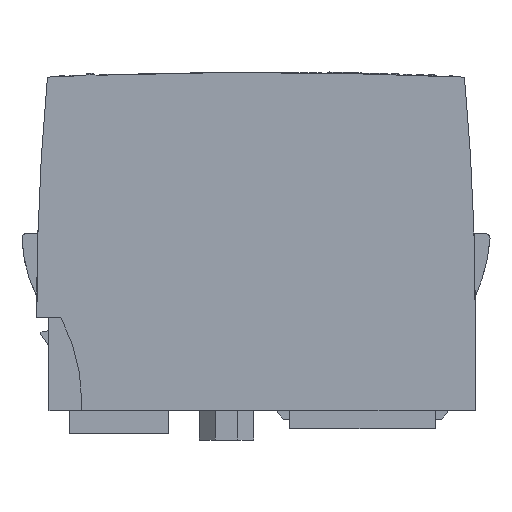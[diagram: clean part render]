
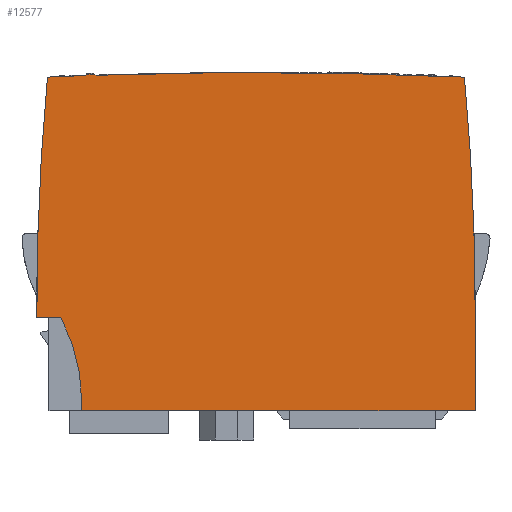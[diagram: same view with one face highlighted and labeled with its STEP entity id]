
A CAD part, left-side view. The second image highlights one B-rep face of the part: STEP entity #12577.
In plain terms, the highlighted planar face has unit normal (-1, 0, 0).
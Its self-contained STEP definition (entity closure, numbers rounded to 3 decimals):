
#10326=FACE_OUTER_BOUND('',#15442,.T.);
#12164=CIRCLE('',#38189,750.);
#12204=CIRCLE('',#38273,28.3);
#12209=CIRCLE('',#38283,391.5);
#12213=CIRCLE('',#38288,750.);
#12216=CIRCLE('',#38292,2.3);
#12218=CIRCLE('',#38295,391.5);
#12577=ADVANCED_FACE('',(#10326),#14107,.T.);
#14107=PLANE('',#38298);
#15442=EDGE_LOOP('',(#17724,#17725,#17726,#17727,#17728,#17729,#17730,#17731,
#17732,#17733));
#17724=ORIENTED_EDGE('',*,*,#27940,.F.);
#17725=ORIENTED_EDGE('',*,*,#27971,.F.);
#17726=ORIENTED_EDGE('',*,*,#27503,.F.);
#17727=ORIENTED_EDGE('',*,*,#27968,.F.);
#17728=ORIENTED_EDGE('',*,*,#27962,.F.);
#17729=ORIENTED_EDGE('',*,*,#27955,.F.);
#17730=ORIENTED_EDGE('',*,*,#27952,.F.);
#17731=ORIENTED_EDGE('',*,*,#27933,.F.);
#17732=ORIENTED_EDGE('',*,*,#27930,.F.);
#17733=ORIENTED_EDGE('',*,*,#27550,.F.);
#24927=VERTEX_POINT('',#46686);
#24928=VERTEX_POINT('',#46687);
#24974=VERTEX_POINT('',#46780);
#24975=VERTEX_POINT('',#46782);
#25320=VERTEX_POINT('',#47615);
#25322=VERTEX_POINT('',#47621);
#25328=VERTEX_POINT('',#47634);
#25335=VERTEX_POINT('',#47654);
#25338=VERTEX_POINT('',#47664);
#25343=VERTEX_POINT('',#47677);
#27503=EDGE_CURVE('',#24927,#24928,#12164,.T.);
#27550=EDGE_CURVE('',#24974,#24975,#31387,.T.);
#27930=EDGE_CURVE('',#24975,#25320,#31736,.T.);
#27933=EDGE_CURVE('',#25320,#25322,#12204,.T.);
#27940=EDGE_CURVE('',#25328,#24974,#31744,.T.);
#27952=EDGE_CURVE('',#25322,#25335,#31753,.T.);
#27955=EDGE_CURVE('',#25335,#25338,#12209,.T.);
#27962=EDGE_CURVE('',#25338,#25343,#12213,.T.);
#27968=EDGE_CURVE('',#25343,#24927,#12216,.T.);
#27971=EDGE_CURVE('',#24928,#25328,#12218,.T.);
#31387=LINE('',#46781,#33904);
#31736=LINE('',#47614,#34253);
#31744=LINE('',#47635,#34261);
#31753=LINE('',#47657,#34270);
#33904=VECTOR('',#40192,1.);
#34253=VECTOR('',#40655,1.);
#34261=VECTOR('',#40671,1.);
#34270=VECTOR('',#40692,1.);
#38189=AXIS2_PLACEMENT_3D('',#46685,#40119,#40120);
#38273=AXIS2_PLACEMENT_3D('',#47620,#40661,#40662);
#38283=AXIS2_PLACEMENT_3D('',#47663,#40698,#40699);
#38288=AXIS2_PLACEMENT_3D('',#47676,#40711,#40712);
#38292=AXIS2_PLACEMENT_3D('',#47688,#40722,#40723);
#38295=AXIS2_PLACEMENT_3D('',#47694,#40729,#40730);
#38298=AXIS2_PLACEMENT_3D('',#47697,#40735,#40736);
#40119=DIRECTION('',(1.,0.,0.));
#40120=DIRECTION('',(0.,0.,1.));
#40192=DIRECTION('',(0.,1.,0.));
#40655=DIRECTION('',(0.,0.,1.));
#40661=DIRECTION('',(-1.,0.,0.));
#40662=DIRECTION('',(0.,-0.884,0.467));
#40671=DIRECTION('',(0.,0.,-1.));
#40692=DIRECTION('',(0.,1.,0.));
#40698=DIRECTION('',(1.,0.,0.));
#40699=DIRECTION('',(0.,1.,0.));
#40711=DIRECTION('',(1.,0.,0.));
#40712=DIRECTION('',(0.,0.,1.));
#40722=DIRECTION('',(1.,0.,0.));
#40723=DIRECTION('',(0.,0.,1.));
#40729=DIRECTION('',(1.,0.,0.));
#40730=DIRECTION('',(0.,-0.996,0.09));
#40735=DIRECTION('',(-1.,0.,0.));
#40736=DIRECTION('',(0.,0.,1.));
#46685=CARTESIAN_POINT('',(-7.5,2.65,-683.));
#46686=CARTESIAN_POINT('',(-7.5,27.918,66.574));
#46687=CARTESIAN_POINT('',(-7.5,-30.316,66.275));
#46780=CARTESIAN_POINT('',(-7.5,-32.,13.5));
#46781=CARTESIAN_POINT('',(-7.5,-32.,13.5));
#46782=CARTESIAN_POINT('',(-7.5,30.2,13.5));
#47614=CARTESIAN_POINT('',(-7.5,30.2,13.5));
#47615=CARTESIAN_POINT('',(-7.5,30.2,15.));
#47620=CARTESIAN_POINT('',(-7.5,58.5,15.));
#47621=CARTESIAN_POINT('',(-7.5,33.483,28.23));
#47634=CARTESIAN_POINT('',(-7.5,-32.,30.));
#47635=CARTESIAN_POINT('',(-7.5,-32.,30.));
#47654=CARTESIAN_POINT('',(-7.5,37.296,28.23));
#47657=CARTESIAN_POINT('',(-7.5,33.483,28.23));
#47663=CARTESIAN_POINT('',(-7.5,-354.2,30.));
#47664=CARTESIAN_POINT('',(-7.5,35.616,66.275));
#47676=CARTESIAN_POINT('',(-7.5,2.65,-683.));
#47677=CARTESIAN_POINT('',(-7.5,29.828,66.507));
#47688=CARTESIAN_POINT('',(-7.5,28.8,64.45));
#47694=CARTESIAN_POINT('',(-7.5,359.5,30.));
#47697=CARTESIAN_POINT('',(-7.5,58.5,15.));
